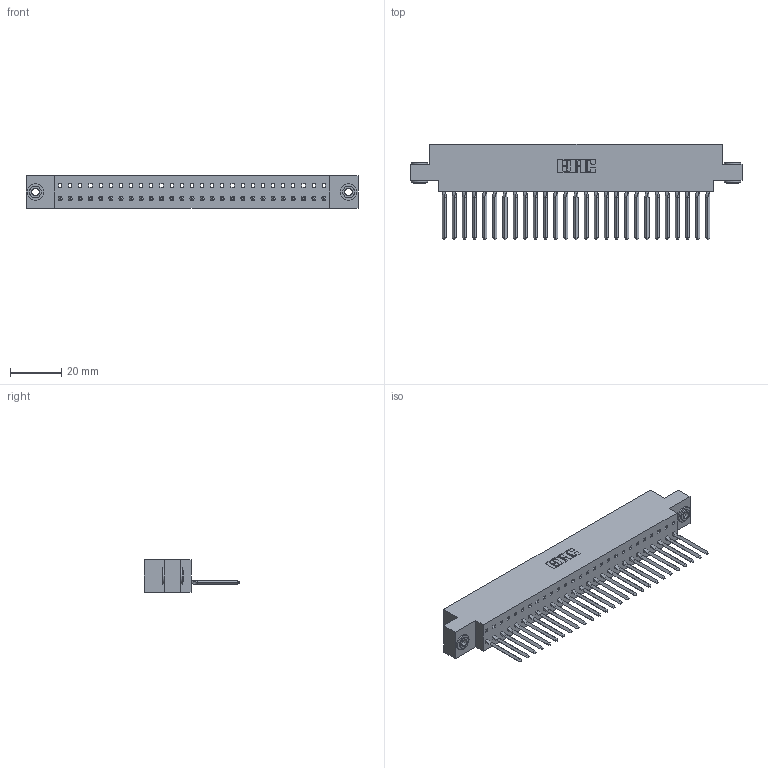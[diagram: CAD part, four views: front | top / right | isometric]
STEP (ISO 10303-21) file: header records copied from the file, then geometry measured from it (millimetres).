
FILE_DESCRIPTION (( 'STEP AP203' ), '1' );
FILE_NAME ('317-027-542-603.STEP', '2020-02-27T19:07:26', ( '' ), ( '' ), 'SwSTEP 2.0', 'SolidWorks 2016', '' );
FILE_SCHEMA (( 'CONFIG_CONTROL_DESIGN' ));
Length unit declared in the file: inch
Products named in the file (4): 317 Part_.156 Dia - TH; 317-027-542-603; 345-250-002_345-250-002-102; 317-290-003_542
Assembly tree (30 placements, depth 2):
  317-027-542-603
    317 Part_.156 Dia - TH
    317-290-003_542  x27
    345-250-002_345-250-002-102  x2
Bounding box: 129.69 x 37.34 x 12.7 mm (x, y, z)
Volume: 19654.5 mm3; surface area: 23861.5 mm2
Topology: 30 solids, 30 shells, 2165 faces, 6210 edges, 4010 vertices
Faces by surface type: plane 1796, cylinder 253, bspline 108, cone 8
Entity records: 39924 total; most frequent: CARTESIAN_POINT 7305, ORIENTED_EDGE 6988, DIRECTION 5890, EDGE_CURVE 3494, LINE 3300, VECTOR 3300, VERTEX_POINT 2322, AXIS2_PLACEMENT_3D 1295
